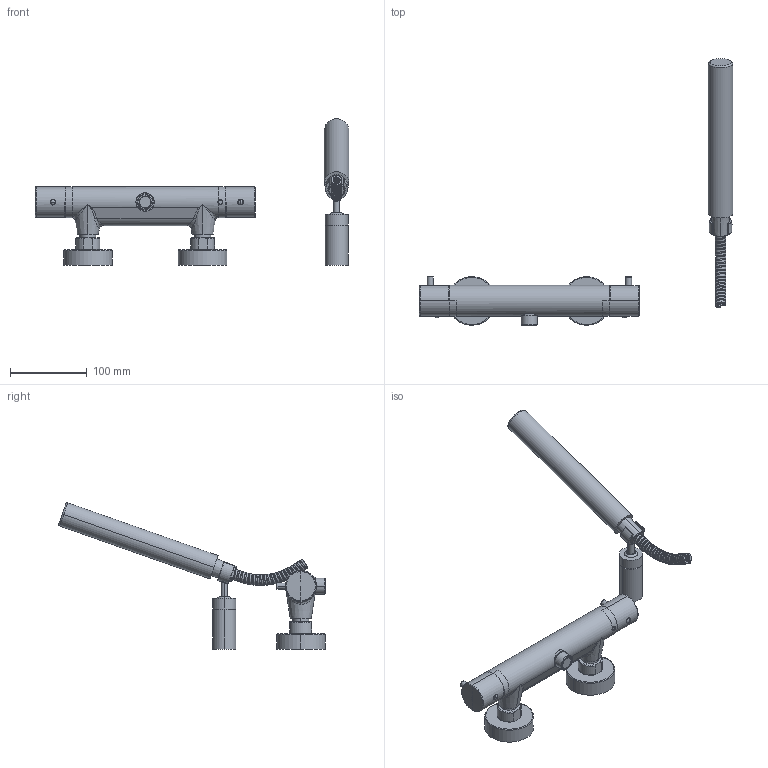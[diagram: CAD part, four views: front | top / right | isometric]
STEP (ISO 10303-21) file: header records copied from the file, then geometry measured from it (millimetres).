
FILE_DESCRIPTION((''),'2;1');
FILE_NAME('LIQ168DCR','2021-01-19T11:28:32',('ut3'),('PAFFONI SpA'),'CREO PARAMETRIC BY PTC INC, 2020044','CREO PARAMETRIC BY PTC INC, 2020044','');
FILE_SCHEMA(('CONFIG_CONTROL_DESIGN','SHAPE_APPEARANCE_LAYERS_GROUPS'));
Length unit declared in the file: millimetre
Products named in the file (1): LIQ168DCR
Bounding box: 409.75 x 348.36 x 191.39 mm (x, y, z)
Volume: 559130.9 mm3; surface area: 181233.9 mm2
Topology: 4 solids, 4 shells, 738 faces, 1732 edges, 1041 vertices
Faces by surface type: plane 287, cylinder 218, bspline 96, cone 79, torus 38, sphere 20
Entity records: 57210 total; most frequent: CARTESIAN_POINT 35972, ORIENTED_EDGE 3442, DIRECTION 3186, EDGE_CURVE 1721, AXIS2_PLACEMENT_3D 1257, VERTEX_POINT 1040, EDGE_LOOP 813, FACE_OUTER_BOUND 738
